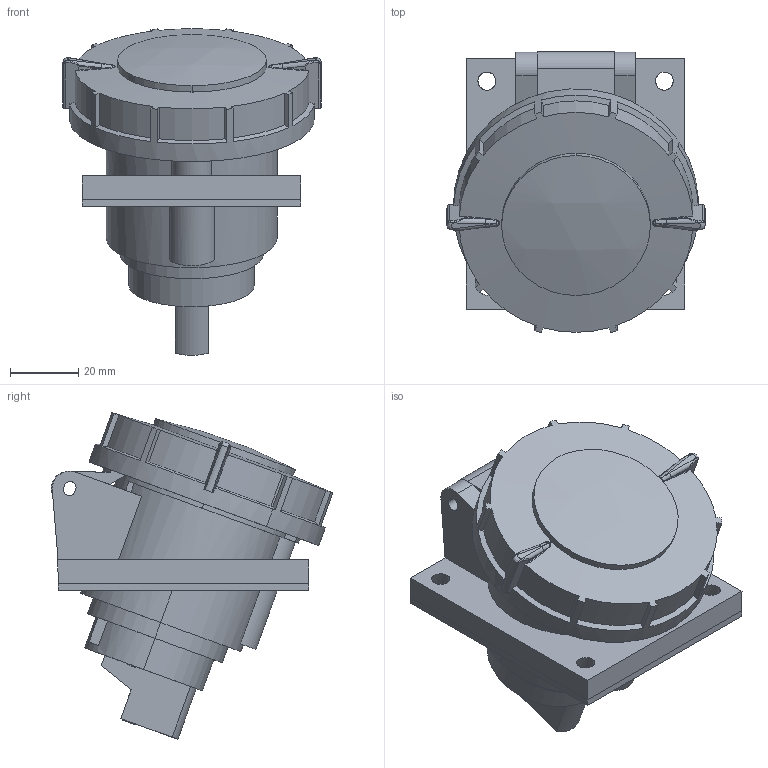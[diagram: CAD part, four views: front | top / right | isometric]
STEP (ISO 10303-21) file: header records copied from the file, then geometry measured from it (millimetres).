
FILE_DESCRIPTION (( 'STEP AP214' ), '1' );
FILE_NAME ('PSR41-016-3-0-67 Ðîçåòêà âñòð. óãë. ÑÑÈ-4132 16À-6÷ 220Â 2P+PE IP67 IEK.STEP', '2025-12-12T13:12:39', ( '' ), ( '' ), 'SwSTEP 2.0', 'SolidWorks 2022', '' );
FILE_SCHEMA (( 'AUTOMOTIVE_DESIGN' ));
Length unit declared in the file: millimetre
Products named in the file (1): PSR41-016-3-0-67 Розетка встр. угл. ССИ-4132 16А-6ч 220В 2P+PE IP67 IEK
Bounding box: 75.59 x 82.39 x 95.63 mm (x, y, z)
Volume: 156743.8 mm3; surface area: 55410.6 mm2
Topology: 2 solids, 3 shells, 507 faces, 1400 edges, 922 vertices
Faces by surface type: plane 261, cylinder 161, bspline 46, cone 29, torus 8, sphere 2
Entity records: 20868 total; most frequent: CARTESIAN_POINT 8233, ORIENTED_EDGE 2792, DIRECTION 2406, EDGE_CURVE 1396, VERTEX_POINT 922, AXIS2_PLACEMENT_3D 827, LINE 752, VECTOR 752
